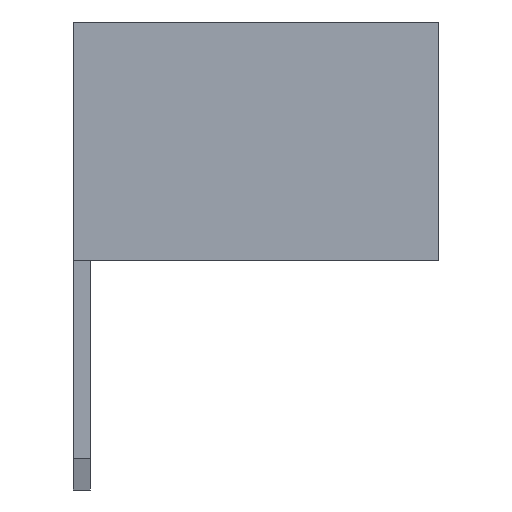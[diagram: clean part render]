
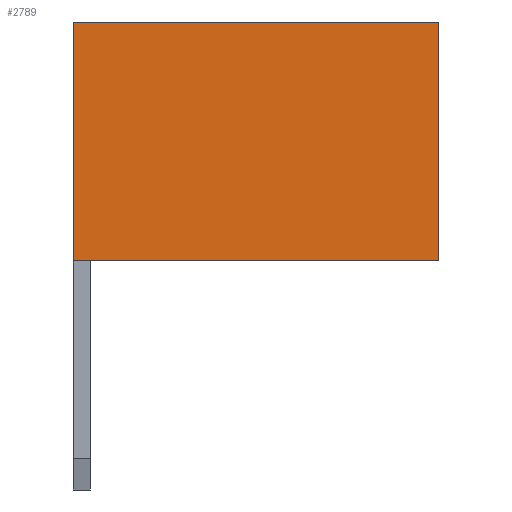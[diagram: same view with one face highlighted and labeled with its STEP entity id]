
A CAD part, left-side view. The second image highlights one B-rep face of the part: STEP entity #2789.
In plain terms, the highlighted planar face has unit normal (-1, 0, 0).
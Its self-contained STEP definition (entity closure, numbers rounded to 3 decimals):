
#2789=ADVANCED_FACE('',(#19897),#19899,.T.);
#19897=FACE_BOUND('',#19898,.T.);
#19898=EDGE_LOOP('',(#33587,#33588,#33589,#33590));
#19899=PLANE('',#19900);
#19900=AXIS2_PLACEMENT_3D('',#19901,#19902,#19903);
#19901=CARTESIAN_POINT('',(-1.,-4.2,0.));
#19902=DIRECTION('',(-1.,0.,0.));
#19903=DIRECTION('',(0.,0.,1.));
#33587=ORIENTED_EDGE('',*,*,#43041,.T.);
#33588=ORIENTED_EDGE('',*,*,#43540,.T.);
#33589=ORIENTED_EDGE('',*,*,#42782,.F.);
#33590=ORIENTED_EDGE('',*,*,#43539,.F.);
#42782=EDGE_CURVE('',#48570,#48572,#48573,.T.);
#43041=EDGE_CURVE('',#48936,#48937,#48938,.T.);
#43539=EDGE_CURVE('',#48936,#48570,#49765,.T.);
#43540=EDGE_CURVE('',#48937,#48572,#49766,.T.);
#48570=VERTEX_POINT('',#58260);
#48572=VERTEX_POINT('',#58264);
#48573=LINE('',#58265,#58266);
#48936=VERTEX_POINT('',#59146);
#48937=VERTEX_POINT('',#59147);
#48938=LINE('',#59148,#59149);
#49765=LINE('',#60971,#60972);
#49766=LINE('',#60974,#60975);
#58260=CARTESIAN_POINT('',(-1.,0.1,0.));
#58264=CARTESIAN_POINT('',(-1.,0.1,2.8));
#58265=CARTESIAN_POINT('',(-1.,0.1,0.));
#58266=VECTOR('',#58267,1.);
#58267=DIRECTION('',(0.,0.,1.));
#59146=CARTESIAN_POINT('',(-1.,-4.2,0.));
#59147=CARTESIAN_POINT('',(-1.,-4.2,2.8));
#59148=CARTESIAN_POINT('',(-1.,-4.2,0.));
#59149=VECTOR('',#59150,1.);
#59150=DIRECTION('',(0.,0.,1.));
#60971=CARTESIAN_POINT('',(-1.,-4.2,0.));
#60972=VECTOR('',#60973,1.);
#60973=DIRECTION('',(0.,1.,0.));
#60974=CARTESIAN_POINT('',(-1.,-4.2,2.8));
#60975=VECTOR('',#60976,1.);
#60976=DIRECTION('',(0.,1.,0.));
